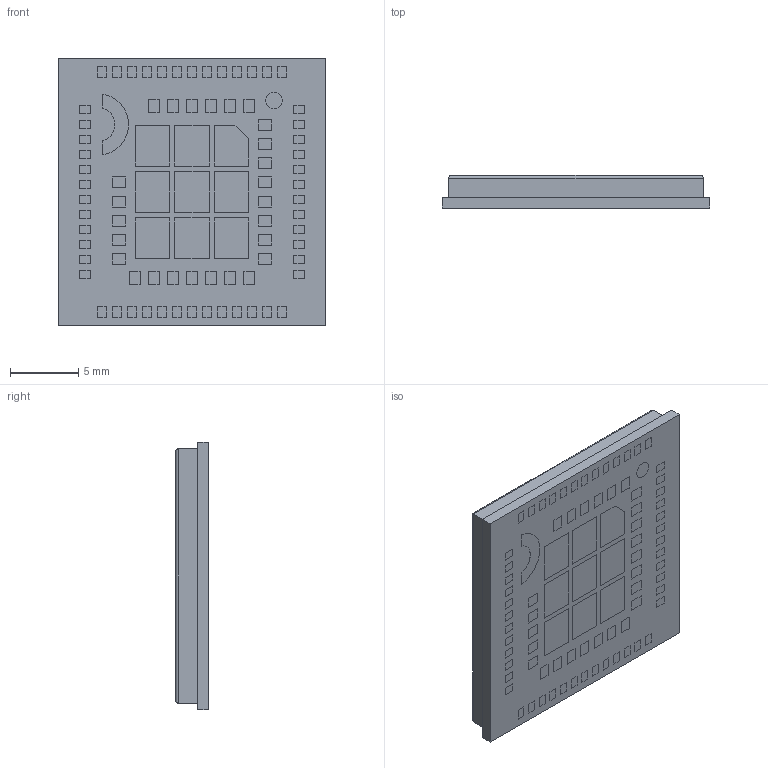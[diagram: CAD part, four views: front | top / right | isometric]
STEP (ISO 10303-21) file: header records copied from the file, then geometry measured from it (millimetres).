
FILE_DESCRIPTION (( 'STEP AP214' ), '1' );
FILE_NAME ('6D6AE4EC-F00B-4545-B6D4-CEDE8072A9F0.STEP', '2024-04-16T07:48:21', ( '' ), ( '' ), 'SwSTEP 2.0', 'SolidWorks 2022', '' );
FILE_SCHEMA (( 'AUTOMOTIVE_DESIGN' ));
Length unit declared in the file: millimetre
Products named in the file (1): 6D6AE4EC-F00B-4545-B6D4-CEDE8072A9F0
Bounding box: 19.6 x 2.4 x 19.6 mm (x, y, z)
Volume: 863.4 mm3; surface area: 960.6 mm2
Topology: 24 solids, 24 shells, 4218 faces, 10088 edges, 6724 vertices
Faces by surface type: bspline 2857, plane 1285, cylinder 76
Entity records: 224432 total; most frequent: CARTESIAN_POINT 139812, ORIENTED_EDGE 20176, EDGE_CURVE 10088, DIRECTION 7238, VERTEX_POINT 6724, B_SPLINE_CURVE_WITH_KNOTS 5714, EDGE_LOOP 5026, VECTOR 4226
